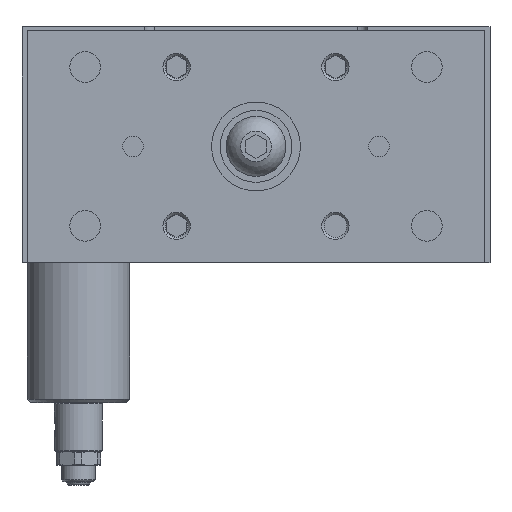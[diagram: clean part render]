
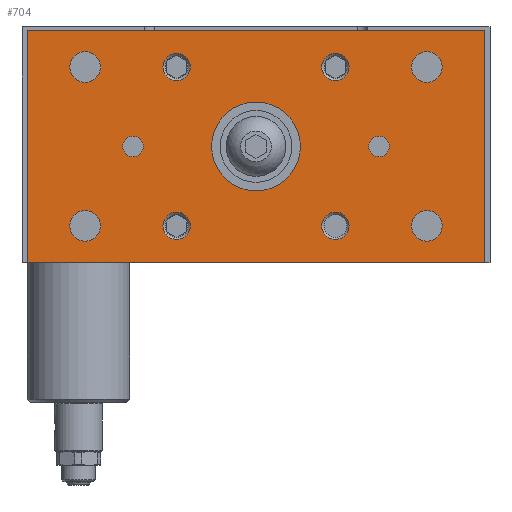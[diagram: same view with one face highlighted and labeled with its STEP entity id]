
A CAD part, left-side view. The second image highlights one B-rep face of the part: STEP entity #704.
In plain terms, the highlighted planar face has unit normal (-1, 0, 0).
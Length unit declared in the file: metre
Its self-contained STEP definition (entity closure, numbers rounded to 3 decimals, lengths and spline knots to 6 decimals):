
#704 = ADVANCED_FACE( '', ( #1821, #1822, #1823, #1824, #1825, #1826, #1827, #1828, #1829, #1830, #1831, #1832 ), #1833, .T. );
#1821 = FACE_OUTER_BOUND( '', #3567, .T. );
#1822 = FACE_BOUND( '', #3568, .T. );
#1823 = FACE_BOUND( '', #3569, .T. );
#1824 = FACE_BOUND( '', #3570, .T. );
#1825 = FACE_BOUND( '', #3571, .T. );
#1826 = FACE_BOUND( '', #3572, .T. );
#1827 = FACE_BOUND( '', #3573, .T. );
#1828 = FACE_BOUND( '', #3574, .T. );
#1829 = FACE_BOUND( '', #3575, .T. );
#1830 = FACE_BOUND( '', #3576, .T. );
#1831 = FACE_BOUND( '', #3577, .T. );
#1832 = FACE_BOUND( '', #3578, .T. );
#1833 = PLANE( '', #3579 );
#3567 = EDGE_LOOP( '', ( #5697, #5698, #5699, #5700 ) );
#3568 = EDGE_LOOP( '', ( #5701 ) );
#3569 = EDGE_LOOP( '', ( #5702 ) );
#3570 = EDGE_LOOP( '', ( #5703 ) );
#3571 = EDGE_LOOP( '', ( #5704 ) );
#3572 = EDGE_LOOP( '', ( #5705 ) );
#3573 = EDGE_LOOP( '', ( #5706 ) );
#3574 = EDGE_LOOP( '', ( #5707 ) );
#3575 = EDGE_LOOP( '', ( #5708 ) );
#3576 = EDGE_LOOP( '', ( #5709 ) );
#3577 = EDGE_LOOP( '', ( #5710 ) );
#3578 = EDGE_LOOP( '', ( #5711 ) );
#3579 = AXIS2_PLACEMENT_3D( '', #5712, #5713, #5714 );
#5697 = ORIENTED_EDGE( '', *, *, #8830, .T. );
#5698 = ORIENTED_EDGE( '', *, *, #8753, .T. );
#5699 = ORIENTED_EDGE( '', *, *, #8831, .T. );
#5700 = ORIENTED_EDGE( '', *, *, #8691, .T. );
#5701 = ORIENTED_EDGE( '', *, *, #8832, .T. );
#5702 = ORIENTED_EDGE( '', *, *, #8833, .F. );
#5703 = ORIENTED_EDGE( '', *, *, #8834, .F. );
#5704 = ORIENTED_EDGE( '', *, *, #8835, .T. );
#5705 = ORIENTED_EDGE( '', *, *, #8708, .T. );
#5706 = ORIENTED_EDGE( '', *, *, #8836, .F. );
#5707 = ORIENTED_EDGE( '', *, *, #8837, .T. );
#5708 = ORIENTED_EDGE( '', *, *, #8838, .F. );
#5709 = ORIENTED_EDGE( '', *, *, #8815, .F. );
#5710 = ORIENTED_EDGE( '', *, *, #8839, .T. );
#5711 = ORIENTED_EDGE( '', *, *, #8840, .T. );
#5712 = CARTESIAN_POINT( '', ( -0.027, -0.067, -0.001 ) );
#5713 = DIRECTION( '', ( -1., 0., 0. ) );
#5714 = DIRECTION( '', ( 0., 0., 1. ) );
#8691 = EDGE_CURVE( '', #10182, #10180, #10183, .T. );
#8708 = EDGE_CURVE( '', #10209, #10209, #10210, .T. );
#8753 = EDGE_CURVE( '', #10287, #10285, #10288, .T. );
#8815 = EDGE_CURVE( '', #10384, #10384, #10385, .T. );
#8830 = EDGE_CURVE( '', #10180, #10287, #10409, .T. );
#8831 = EDGE_CURVE( '', #10285, #10182, #10410, .T. );
#8832 = EDGE_CURVE( '', #10411, #10411, #10412, .T. );
#8833 = EDGE_CURVE( '', #10413, #10413, #10414, .T. );
#8834 = EDGE_CURVE( '', #10415, #10415, #10416, .T. );
#8835 = EDGE_CURVE( '', #10417, #10417, #10418, .T. );
#8836 = EDGE_CURVE( '', #10419, #10419, #10420, .T. );
#8837 = EDGE_CURVE( '', #10421, #10421, #10422, .T. );
#8838 = EDGE_CURVE( '', #10423, #10423, #10424, .T. );
#8839 = EDGE_CURVE( '', #10425, #10425, #10426, .T. );
#8840 = EDGE_CURVE( '', #10427, #10427, #10428, .T. );
#10180 = VERTEX_POINT( '', #12388 );
#10182 = VERTEX_POINT( '', #12391 );
#10183 = LINE( '', #12392, #12393 );
#10209 = VERTEX_POINT( '', #12424 );
#10210 = CIRCLE( '', #12425, 0.003 );
#10285 = VERTEX_POINT( '', #12552 );
#10287 = VERTEX_POINT( '', #12555 );
#10288 = LINE( '', #12556, #12557 );
#10384 = VERTEX_POINT( '', #12708 );
#10385 = CIRCLE( '', #12709, 0.004 );
#10409 = LINE( '', #12769, #12770 );
#10410 = LINE( '', #12771, #12772 );
#10411 = VERTEX_POINT( '', #12773 );
#10412 = CIRCLE( '', #12774, 0.0045 );
#10413 = VERTEX_POINT( '', #12775 );
#10414 = CIRCLE( '', #12776, 0.0045 );
#10415 = VERTEX_POINT( '', #12777 );
#10416 = CIRCLE( '', #12778, 0.0045 );
#10417 = VERTEX_POINT( '', #12779 );
#10418 = CIRCLE( '', #12780, 0.0045 );
#10419 = VERTEX_POINT( '', #12781 );
#10420 = CIRCLE( '', #12782, 0.003 );
#10421 = VERTEX_POINT( '', #12783 );
#10422 = CIRCLE( '', #12784, 0.004 );
#10423 = VERTEX_POINT( '', #12785 );
#10424 = CIRCLE( '', #12786, 0.004 );
#10425 = VERTEX_POINT( '', #12787 );
#10426 = CIRCLE( '', #12788, 0.004 );
#10427 = VERTEX_POINT( '', #12789 );
#10428 = CIRCLE( '', #12790, 0.013 );
#12388 = CARTESIAN_POINT( '', ( -0.027, -0.067, -0.069 ) );
#12391 = CARTESIAN_POINT( '', ( -0.027, 0.067, -0.069 ) );
#12392 = CARTESIAN_POINT( '', ( -0.027, 0.067, -0.069 ) );
#12393 = VECTOR( '', #15118, 1. );
#12424 = CARTESIAN_POINT( '', ( -0.027, 0.039, -0.035 ) );
#12425 = AXIS2_PLACEMENT_3D( '', #15139, #15140, #15141 );
#12552 = CARTESIAN_POINT( '', ( -0.027, 0.067, -0.001 ) );
#12555 = CARTESIAN_POINT( '', ( -0.027, -0.067, -0.001 ) );
#12556 = CARTESIAN_POINT( '', ( -0.027, -0.067, -0.001 ) );
#12557 = VECTOR( '', #15193, 1. );
#12708 = CARTESIAN_POINT( '', ( -0.027, 0.02725, -0.05825 ) );
#12709 = AXIS2_PLACEMENT_3D( '', #15289, #15290, #15291 );
#12769 = CARTESIAN_POINT( '', ( -0.027, -0.067, -0.069 ) );
#12770 = VECTOR( '', #15313, 1. );
#12771 = CARTESIAN_POINT( '', ( -0.027, 0.067, -0.001 ) );
#12772 = VECTOR( '', #15314, 1. );
#12773 = CARTESIAN_POINT( '', ( -0.027, 0.0455, -0.01175 ) );
#12774 = AXIS2_PLACEMENT_3D( '', #15315, #15316, #15317 );
#12775 = CARTESIAN_POINT( '', ( -0.027, -0.0455, -0.01175 ) );
#12776 = AXIS2_PLACEMENT_3D( '', #15318, #15319, #15320 );
#12777 = CARTESIAN_POINT( '', ( -0.027, 0.0455, -0.05825 ) );
#12778 = AXIS2_PLACEMENT_3D( '', #15321, #15322, #15323 );
#12779 = CARTESIAN_POINT( '', ( -0.027, -0.0455, -0.05825 ) );
#12780 = AXIS2_PLACEMENT_3D( '', #15324, #15325, #15326 );
#12781 = CARTESIAN_POINT( '', ( -0.027, -0.039, -0.035 ) );
#12782 = AXIS2_PLACEMENT_3D( '', #15327, #15328, #15329 );
#12783 = CARTESIAN_POINT( '', ( -0.027, 0.02725, -0.01175 ) );
#12784 = AXIS2_PLACEMENT_3D( '', #15330, #15331, #15332 );
#12785 = CARTESIAN_POINT( '', ( -0.027, -0.02725, -0.01175 ) );
#12786 = AXIS2_PLACEMENT_3D( '', #15333, #15334, #15335 );
#12787 = CARTESIAN_POINT( '', ( -0.027, -0.02725, -0.05825 ) );
#12788 = AXIS2_PLACEMENT_3D( '', #15336, #15337, #15338 );
#12789 = CARTESIAN_POINT( '', ( -0.027, 0.013, -0.035 ) );
#12790 = AXIS2_PLACEMENT_3D( '', #15339, #15340, #15341 );
#15118 = DIRECTION( '', ( 0., -1., 0. ) );
#15139 = CARTESIAN_POINT( '', ( -0.027, 0.036, -0.035 ) );
#15140 = DIRECTION( '', ( 1., 0., 0. ) );
#15141 = DIRECTION( '', ( 0., 1., 0. ) );
#15193 = DIRECTION( '', ( 0., 1., 0. ) );
#15289 = CARTESIAN_POINT( '', ( -0.027, 0.02325, -0.05825 ) );
#15290 = DIRECTION( '', ( -1., 0., 0. ) );
#15291 = DIRECTION( '', ( 0., 1., 0. ) );
#15313 = DIRECTION( '', ( 0., 0., 1. ) );
#15314 = DIRECTION( '', ( 0., 0., -1. ) );
#15315 = CARTESIAN_POINT( '', ( -0.027, 0.05, -0.01175 ) );
#15316 = DIRECTION( '', ( 1., 0., 0. ) );
#15317 = DIRECTION( '', ( 0., -1., 0. ) );
#15318 = CARTESIAN_POINT( '', ( -0.027, -0.05, -0.01175 ) );
#15319 = DIRECTION( '', ( -1., 0., 0. ) );
#15320 = DIRECTION( '', ( 0., 1., 0. ) );
#15321 = CARTESIAN_POINT( '', ( -0.027, 0.05, -0.05825 ) );
#15322 = DIRECTION( '', ( -1., 0., 0. ) );
#15323 = DIRECTION( '', ( 0., -1., 0. ) );
#15324 = CARTESIAN_POINT( '', ( -0.027, -0.05, -0.05825 ) );
#15325 = DIRECTION( '', ( 1., 0., 0. ) );
#15326 = DIRECTION( '', ( 0., 1., 0. ) );
#15327 = CARTESIAN_POINT( '', ( -0.027, -0.036, -0.035 ) );
#15328 = DIRECTION( '', ( -1., 0., 0. ) );
#15329 = DIRECTION( '', ( 0., -1., 0. ) );
#15330 = CARTESIAN_POINT( '', ( -0.027, 0.02325, -0.01175 ) );
#15331 = DIRECTION( '', ( 1., 0., 0. ) );
#15332 = DIRECTION( '', ( 0., 1., 0. ) );
#15333 = CARTESIAN_POINT( '', ( -0.027, -0.02325, -0.01175 ) );
#15334 = DIRECTION( '', ( -1., 0., 0. ) );
#15335 = DIRECTION( '', ( 0., -1., 0. ) );
#15336 = CARTESIAN_POINT( '', ( -0.027, -0.02325, -0.05825 ) );
#15337 = DIRECTION( '', ( 1., 0., 0. ) );
#15338 = DIRECTION( '', ( 0., -1., 0. ) );
#15339 = CARTESIAN_POINT( '', ( -0.027, 0., -0.035 ) );
#15340 = DIRECTION( '', ( 1., 0., 0. ) );
#15341 = DIRECTION( '', ( 0., 1., 0. ) );
